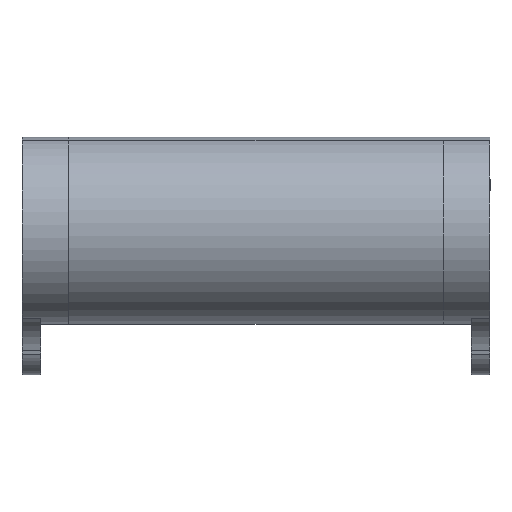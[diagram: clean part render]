
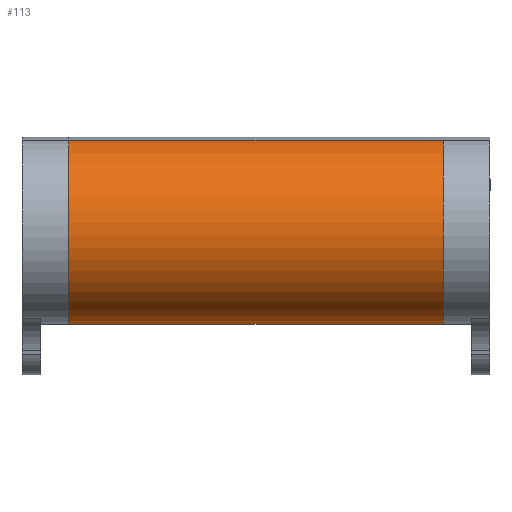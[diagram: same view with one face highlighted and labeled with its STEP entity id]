
A CAD part, front view. The second image highlights one B-rep face of the part: STEP entity #113.
In plain terms, the highlighted free-form (B-spline) face has degree [2, 1] with [5, 2] control points.
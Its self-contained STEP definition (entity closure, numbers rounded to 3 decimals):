
#113=ADVANCED_FACE('',(#193),#1318,.T.);
#193=FACE_OUTER_BOUND('',#278,.T.);
#278=EDGE_LOOP('',(#414,#415,#416,#417));
#414=ORIENTED_EDGE('',*,*,#794,.T.);
#415=ORIENTED_EDGE('',*,*,#796,.T.);
#416=ORIENTED_EDGE('',*,*,#790,.F.);
#417=ORIENTED_EDGE('',*,*,#795,.F.);
#790=EDGE_CURVE('',#1178,#1180,#976,.T.);
#794=EDGE_CURVE('',#1182,#1183,#978,.T.);
#795=EDGE_CURVE('',#1182,#1178,#994,.T.);
#796=EDGE_CURVE('',#1183,#1180,#995,.T.);
#976=B_SPLINE_CURVE_WITH_KNOTS('',1,(#1654,#1655),.UNSPECIFIED.,.F.,.F.,
(2,2),(0.,80.),.UNSPECIFIED.);
#978=B_SPLINE_CURVE_WITH_KNOTS('',1,(#1668,#1669),.UNSPECIFIED.,.F.,.F.,
(2,2),(0.,80.),.UNSPECIFIED.);
#994=(
BOUNDED_CURVE()
B_SPLINE_CURVE(2,(#1670,#1671,#1672,#1673,#1674),.UNSPECIFIED.,.F.,.F.)
B_SPLINE_CURVE_WITH_KNOTS((3,2,3),(-62.84,-31.42,
0.),.UNSPECIFIED.)
CURVE()
GEOMETRIC_REPRESENTATION_ITEM()
RATIONAL_B_SPLINE_CURVE((1.,0.707,1.,0.707,1.))
REPRESENTATION_ITEM('')
);
#995=(
BOUNDED_CURVE()
B_SPLINE_CURVE(2,(#1675,#1676,#1677,#1678,#1679),.UNSPECIFIED.,.F.,.F.)
B_SPLINE_CURVE_WITH_KNOTS((3,2,3),(-62.84,-31.42,
0.),.UNSPECIFIED.)
CURVE()
GEOMETRIC_REPRESENTATION_ITEM()
RATIONAL_B_SPLINE_CURVE((1.,0.707,1.,0.707,1.))
REPRESENTATION_ITEM('')
);
#1178=VERTEX_POINT('',#1636);
#1180=VERTEX_POINT('',#1638);
#1182=VERTEX_POINT('',#1640);
#1183=VERTEX_POINT('',#1641);
#1318=(
BOUNDED_SURFACE()
B_SPLINE_SURFACE(2,1,((#1595,#1596),(#1597,#1598),(#1599,#1600),(#1601,
#1602),(#1603,#1604)),.UNSPECIFIED.,.F.,.F.,.F.)
B_SPLINE_SURFACE_WITH_KNOTS((3,2,3),(2,2),(0.,31.42,62.84),
(0.,80.),.UNSPECIFIED.)
GEOMETRIC_REPRESENTATION_ITEM()
RATIONAL_B_SPLINE_SURFACE(((1.,1.),(0.707,0.707),
(1.,1.),(0.707,0.707),(1.,1.)))
REPRESENTATION_ITEM('')
SURFACE()
);
#1595=CARTESIAN_POINT('',(303.395,-272.708,35.552));
#1596=CARTESIAN_POINT('',(223.395,-272.708,35.552));
#1597=CARTESIAN_POINT('',(303.395,-292.04,30.415));
#1598=CARTESIAN_POINT('',(223.395,-292.04,30.415));
#1599=CARTESIAN_POINT('',(303.395,-297.177,49.747));
#1600=CARTESIAN_POINT('',(223.395,-297.177,49.747));
#1601=CARTESIAN_POINT('',(303.395,-302.314,69.078));
#1602=CARTESIAN_POINT('',(223.395,-302.314,69.078));
#1603=CARTESIAN_POINT('',(303.395,-282.983,74.215));
#1604=CARTESIAN_POINT('',(223.395,-282.983,74.215));
#1636=CARTESIAN_POINT('',(303.395,-272.708,35.552));
#1638=CARTESIAN_POINT('',(223.395,-272.708,35.552));
#1640=CARTESIAN_POINT('',(303.395,-282.983,74.215));
#1641=CARTESIAN_POINT('',(223.395,-282.983,74.215));
#1654=CARTESIAN_POINT('',(303.395,-272.708,35.552));
#1655=CARTESIAN_POINT('',(223.395,-272.708,35.552));
#1668=CARTESIAN_POINT('',(303.395,-282.983,74.215));
#1669=CARTESIAN_POINT('',(223.395,-282.983,74.215));
#1670=CARTESIAN_POINT('',(303.395,-282.983,74.215));
#1671=CARTESIAN_POINT('',(303.395,-302.314,69.078));
#1672=CARTESIAN_POINT('',(303.395,-297.177,49.747));
#1673=CARTESIAN_POINT('',(303.395,-292.04,30.415));
#1674=CARTESIAN_POINT('',(303.395,-272.708,35.552));
#1675=CARTESIAN_POINT('',(223.395,-282.983,74.215));
#1676=CARTESIAN_POINT('',(223.395,-302.314,69.078));
#1677=CARTESIAN_POINT('',(223.395,-297.177,49.747));
#1678=CARTESIAN_POINT('',(223.395,-292.04,30.415));
#1679=CARTESIAN_POINT('',(223.395,-272.708,35.552));
